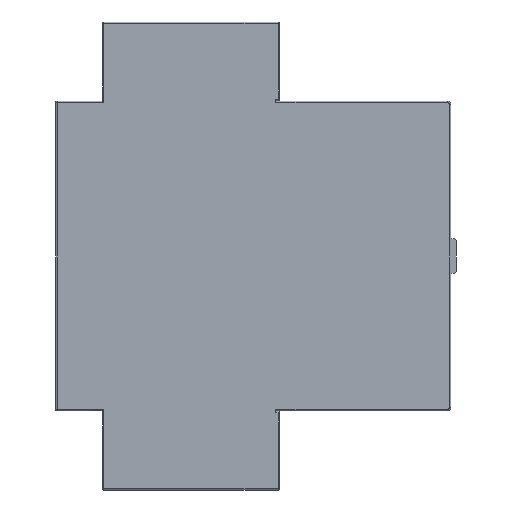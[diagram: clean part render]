
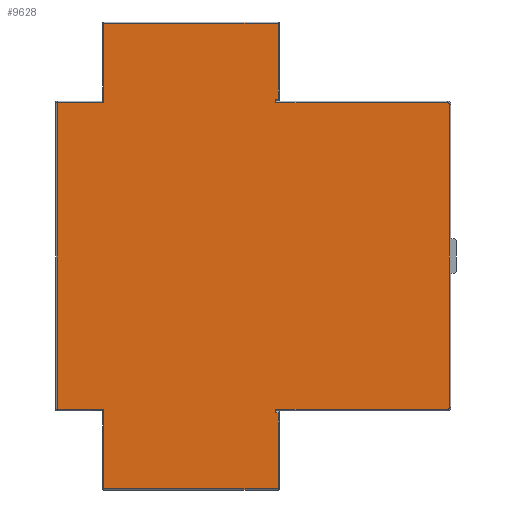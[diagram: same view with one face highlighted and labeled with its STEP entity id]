
A CAD part, left-side view. The second image highlights one B-rep face of the part: STEP entity #9628.
In plain terms, the highlighted planar face has unit normal (-1, 0, 0).
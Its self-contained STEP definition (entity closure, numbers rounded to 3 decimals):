
#11 = EDGE_CURVE ( 'NONE', #9745, #2273, #7819, .T. ) ;
#112 = LINE ( 'NONE', #6909, #824 ) ;
#158 = VERTEX_POINT ( 'NONE', #7053 ) ;
#287 = ORIENTED_EDGE ( 'NONE', *, *, #3088, .T. ) ;
#406 = LINE ( 'NONE', #4132, #4116 ) ;
#435 = CARTESIAN_POINT ( 'NONE',  ( -0.2, 56.8, 0. ) ) ;
#459 = VECTOR ( 'NONE', #4520, 1000. ) ;
#631 = VERTEX_POINT ( 'NONE', #6607 ) ;
#677 = ORIENTED_EDGE ( 'NONE', *, *, #2326, .F. ) ;
#824 = VECTOR ( 'NONE', #3907, 1000. ) ;
#831 = VECTOR ( 'NONE', #2255, 1000. ) ;
#849 = VECTOR ( 'NONE', #8935, 1000. ) ;
#900 = VERTEX_POINT ( 'NONE', #3461 ) ;
#924 = EDGE_CURVE ( 'NONE', #9900, #1562, #7526, .T. ) ;
#1017 = VECTOR ( 'NONE', #2492, 1000. ) ;
#1304 = DIRECTION ( 'NONE',  ( 0., 0., 1. ) ) ;
#1542 = CARTESIAN_POINT ( 'NONE',  ( -0.2, 56.8, 0. ) ) ;
#1562 = VERTEX_POINT ( 'NONE', #2161 ) ;
#1708 = DIRECTION ( 'NONE',  ( 0., -1., 0. ) ) ;
#1814 = CARTESIAN_POINT ( 'NONE',  ( -0.2, 11.7, 24.6 ) ) ;
#1848 = CARTESIAN_POINT ( 'NONE',  ( -0.2, 11.7, -0.3 ) ) ;
#1903 = CARTESIAN_POINT ( 'NONE',  ( -0.2, 11.5, -0.8 ) ) ;
#2161 = CARTESIAN_POINT ( 'NONE',  ( -0.2, 56.8, -0.3 ) ) ;
#2163 = VERTEX_POINT ( 'NONE', #2196 ) ;
#2196 = CARTESIAN_POINT ( 'NONE',  ( -0.2, 0.2, 0. ) ) ;
#2255 = DIRECTION ( 'NONE',  ( 0., 1., 0. ) ) ;
#2265 = CARTESIAN_POINT ( 'NONE',  ( -0.2, 67.8, -25.3 ) ) ;
#2273 = VERTEX_POINT ( 'NONE', #10374 ) ;
#2326 = EDGE_CURVE ( 'NONE', #631, #2163, #112, .T. ) ;
#2332 = DIRECTION ( 'NONE',  ( 0., 0., -1. ) ) ;
#2416 = ORIENTED_EDGE ( 'NONE', *, *, #8172, .T. ) ;
#2437 = LINE ( 'NONE', #10006, #1017 ) ;
#2492 = DIRECTION ( 'NONE',  ( 0., 0., -1. ) ) ;
#2557 = EDGE_CURVE ( 'NONE', #3369, #6497, #6595, .T. ) ;
#2560 = ORIENTED_EDGE ( 'NONE', *, *, #9709, .T. ) ;
#2569 = VECTOR ( 'NONE', #4930, 1000. ) ;
#2590 = CARTESIAN_POINT ( 'NONE',  ( -0.2, 12., 24.9 ) ) ;
#2681 = CARTESIAN_POINT ( 'NONE',  ( -0.2, 56.3, -32.1 ) ) ;
#2740 = CARTESIAN_POINT ( 'NONE',  ( -0.2, 56.3, 24.6 ) ) ;
#2826 = DIRECTION ( 'NONE',  ( 0., -1., 0. ) ) ;
#2902 = VERTEX_POINT ( 'NONE', #2740 ) ;
#2997 = CARTESIAN_POINT ( 'NONE',  ( -0.2, 56.3, -0.3 ) ) ;
#3087 = ORIENTED_EDGE ( 'NONE', *, *, #10702, .T. ) ;
#3088 = EDGE_CURVE ( 'NONE', #5845, #900, #8302, .T. ) ;
#3369 = VERTEX_POINT ( 'NONE', #7095 ) ;
#3461 = CARTESIAN_POINT ( 'NONE',  ( -0.2, 11.7, -25.3 ) ) ;
#3648 = ORIENTED_EDGE ( 'NONE', *, *, #8629, .T. ) ;
#3661 = VECTOR ( 'NONE', #9319, 1000. ) ;
#3710 = ORIENTED_EDGE ( 'NONE', *, *, #6977, .T. ) ;
#3828 = CARTESIAN_POINT ( 'NONE',  ( -0.2, 12., -0.3 ) ) ;
#3907 = DIRECTION ( 'NONE',  ( 0., -1., 0. ) ) ;
#3984 = CARTESIAN_POINT ( 'NONE',  ( -0.2, 67.8, -25.3 ) ) ;
#4040 = CARTESIAN_POINT ( 'NONE',  ( -0.2, 12., 24.6 ) ) ;
#4116 = VECTOR ( 'NONE', #2332, 1000. ) ;
#4120 = LINE ( 'NONE', #2265, #5718 ) ;
#4132 = CARTESIAN_POINT ( 'NONE',  ( -0.2, 11.2, 0. ) ) ;
#4154 = LINE ( 'NONE', #8732, #8130 ) ;
#4520 = DIRECTION ( 'NONE',  ( 0., 1., 0. ) ) ;
#4539 = EDGE_LOOP ( 'NONE', ( #4559, #12041, #9582, #9625, #6895, #3087, #5093, #3710, #287, #6726, #6178, #677, #9280, #3648, #2560, #11470, #2416, #9945 ) ) ;
#4559 = ORIENTED_EDGE ( 'NONE', *, *, #7737, .T. ) ;
#4679 = DIRECTION ( 'NONE',  ( -1., 0., 0. ) ) ;
#4767 = VECTOR ( 'NONE', #7344, 1000. ) ;
#4883 = DIRECTION ( 'NONE',  ( 0., -1., 0. ) ) ;
#4886 = AXIS2_PLACEMENT_3D ( 'NONE', #11476, #10730, #1304 ) ;
#4906 = DIRECTION ( 'NONE',  ( 0., 0., -1. ) ) ;
#4930 = DIRECTION ( 'NONE',  ( 0., 0., -1. ) ) ;
#4949 = CARTESIAN_POINT ( 'NONE',  ( -0.2, 0.2, 0. ) ) ;
#4987 = DIRECTION ( 'NONE',  ( 0., 0., 1. ) ) ;
#5069 = AXIS2_PLACEMENT_3D ( 'NONE', #1903, #4679, #2826 ) ;
#5070 = EDGE_CURVE ( 'NONE', #6497, #1562, #10020, .T. ) ;
#5073 = VECTOR ( 'NONE', #4906, 1000. ) ;
#5093 = ORIENTED_EDGE ( 'NONE', *, *, #11, .T. ) ;
#5331 = DIRECTION ( 'NONE',  ( 0., 0., 1. ) ) ;
#5374 = VECTOR ( 'NONE', #1708, 1000. ) ;
#5482 = CIRCLE ( 'NONE', #4886, 0.3 ) ;
#5718 = VECTOR ( 'NONE', #6206, 1000. ) ;
#5721 = VECTOR ( 'NONE', #11494, 1000. ) ;
#5845 = VERTEX_POINT ( 'NONE', #11852 ) ;
#5872 = LINE ( 'NONE', #4949, #5721 ) ;
#5881 = EDGE_CURVE ( 'NONE', #631, #10661, #406, .T. ) ;
#6178 = ORIENTED_EDGE ( 'NONE', *, *, #12040, .F. ) ;
#6206 = DIRECTION ( 'NONE',  ( 0., -1., 0. ) ) ;
#6497 = VERTEX_POINT ( 'NONE', #435 ) ;
#6528 = FACE_OUTER_BOUND ( 'NONE', #4539, .T. ) ;
#6574 = EDGE_CURVE ( 'NONE', #900, #7091, #4154, .T. ) ;
#6590 = LINE ( 'NONE', #7901, #7432 ) ;
#6595 = LINE ( 'NONE', #10221, #4767 ) ;
#6607 = CARTESIAN_POINT ( 'NONE',  ( -0.2, 11.2, 0. ) ) ;
#6726 = ORIENTED_EDGE ( 'NONE', *, *, #6574, .T. ) ;
#6786 = VERTEX_POINT ( 'NONE', #9692 ) ;
#6895 = ORIENTED_EDGE ( 'NONE', *, *, #7074, .T. ) ;
#6909 = CARTESIAN_POINT ( 'NONE',  ( -0.2, 11.2, 0. ) ) ;
#6977 = EDGE_CURVE ( 'NONE', #2273, #5845, #10189, .T. ) ;
#7053 = CARTESIAN_POINT ( 'NONE',  ( -0.2, 12., 24.9 ) ) ;
#7074 = EDGE_CURVE ( 'NONE', #3369, #12302, #2437, .T. ) ;
#7091 = VERTEX_POINT ( 'NONE', #8384 ) ;
#7095 = CARTESIAN_POINT ( 'NONE',  ( -0.2, 67.8, 0. ) ) ;
#7108 = DIRECTION ( 'NONE',  ( 0., -1., 0. ) ) ;
#7133 = CARTESIAN_POINT ( 'NONE',  ( -0.2, 11.2, -0.3 ) ) ;
#7290 = LINE ( 'NONE', #2590, #459 ) ;
#7344 = DIRECTION ( 'NONE',  ( 0., -1., 0. ) ) ;
#7432 = VECTOR ( 'NONE', #4987, 1000. ) ;
#7526 = LINE ( 'NONE', #11344, #831 ) ;
#7691 = CARTESIAN_POINT ( 'NONE',  ( -0.2, 56.3, -25.3 ) ) ;
#7737 = EDGE_CURVE ( 'NONE', #2902, #9900, #9873, .T. ) ;
#7819 = LINE ( 'NONE', #7691, #5073 ) ;
#7901 = CARTESIAN_POINT ( 'NONE',  ( -0.2, 11.7, -0.8 ) ) ;
#7970 = VERTEX_POINT ( 'NONE', #1814 ) ;
#8108 = EDGE_CURVE ( 'NONE', #7970, #158, #8382, .T. ) ;
#8130 = VECTOR ( 'NONE', #4883, 1000. ) ;
#8172 = EDGE_CURVE ( 'NONE', #158, #6786, #7290, .T. ) ;
#8302 = LINE ( 'NONE', #10943, #8593 ) ;
#8382 = CIRCLE ( 'NONE', #11586, 0.3 ) ;
#8384 = CARTESIAN_POINT ( 'NONE',  ( -0.2, 0.2, -25.3 ) ) ;
#8520 = LINE ( 'NONE', #3828, #3661 ) ;
#8593 = VECTOR ( 'NONE', #5331, 1000. ) ;
#8629 = EDGE_CURVE ( 'NONE', #10661, #9611, #8520, .T. ) ;
#8732 = CARTESIAN_POINT ( 'NONE',  ( -0.2, 11.7, -25.3 ) ) ;
#8815 = CARTESIAN_POINT ( 'NONE',  ( -0.2, 56.3, 24.6 ) ) ;
#8935 = DIRECTION ( 'NONE',  ( 0., 0., -1. ) ) ;
#9280 = ORIENTED_EDGE ( 'NONE', *, *, #5881, .T. ) ;
#9319 = DIRECTION ( 'NONE',  ( 0., 1., 0. ) ) ;
#9567 = PLANE ( 'NONE',  #5069 ) ;
#9582 = ORIENTED_EDGE ( 'NONE', *, *, #5070, .F. ) ;
#9611 = VERTEX_POINT ( 'NONE', #1848 ) ;
#9625 = ORIENTED_EDGE ( 'NONE', *, *, #2557, .F. ) ;
#9628 = ADVANCED_FACE ( 'NONE', ( #6528 ), #9567, .T. ) ;
#9692 = CARTESIAN_POINT ( 'NONE',  ( -0.2, 56., 24.9 ) ) ;
#9709 = EDGE_CURVE ( 'NONE', #9611, #7970, #6590, .T. ) ;
#9745 = VERTEX_POINT ( 'NONE', #10788 ) ;
#9873 = LINE ( 'NONE', #8815, #849 ) ;
#9900 = VERTEX_POINT ( 'NONE', #2997 ) ;
#9945 = ORIENTED_EDGE ( 'NONE', *, *, #11314, .T. ) ;
#10006 = CARTESIAN_POINT ( 'NONE',  ( -0.2, 67.8, 0. ) ) ;
#10020 = LINE ( 'NONE', #1542, #2569 ) ;
#10189 = LINE ( 'NONE', #2681, #5374 ) ;
#10221 = CARTESIAN_POINT ( 'NONE',  ( -0.2, 67.8, 0. ) ) ;
#10374 = CARTESIAN_POINT ( 'NONE',  ( -0.2, 56.3, -32.1 ) ) ;
#10661 = VERTEX_POINT ( 'NONE', #7133 ) ;
#10702 = EDGE_CURVE ( 'NONE', #12302, #9745, #4120, .T. ) ;
#10730 = DIRECTION ( 'NONE',  ( -1., 0., 0. ) ) ;
#10788 = CARTESIAN_POINT ( 'NONE',  ( -0.2, 56.3, -25.3 ) ) ;
#10880 = DIRECTION ( 'NONE',  ( -1., 0., 0. ) ) ;
#10943 = CARTESIAN_POINT ( 'NONE',  ( -0.2, 11.7, -32.1 ) ) ;
#11314 = EDGE_CURVE ( 'NONE', #6786, #2902, #5482, .T. ) ;
#11344 = CARTESIAN_POINT ( 'NONE',  ( -0.2, 56., -0.3 ) ) ;
#11470 = ORIENTED_EDGE ( 'NONE', *, *, #8108, .T. ) ;
#11476 = CARTESIAN_POINT ( 'NONE',  ( -0.2, 56., 24.6 ) ) ;
#11494 = DIRECTION ( 'NONE',  ( 0., 0., -1. ) ) ;
#11586 = AXIS2_PLACEMENT_3D ( 'NONE', #4040, #10880, #7108 ) ;
#11852 = CARTESIAN_POINT ( 'NONE',  ( -0.2, 11.7, -32.1 ) ) ;
#12040 = EDGE_CURVE ( 'NONE', #2163, #7091, #5872, .T. ) ;
#12041 = ORIENTED_EDGE ( 'NONE', *, *, #924, .T. ) ;
#12302 = VERTEX_POINT ( 'NONE', #3984 ) ;
